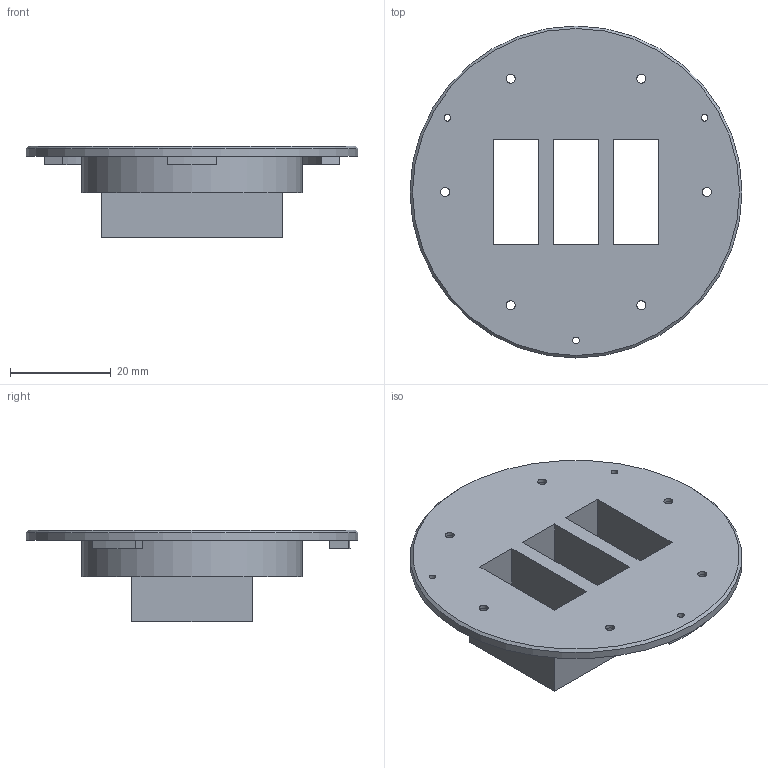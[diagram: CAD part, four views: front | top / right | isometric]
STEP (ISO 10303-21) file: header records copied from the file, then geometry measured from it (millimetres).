
FILE_DESCRIPTION(('HOOPS Exchange Step'),'2;1');
FILE_NAME('temp_export','2023-06-13T19:31:58-04:00',('gmoua'),('Shapr3D Limited'),'HOOPS Exchange 2022.2','Shapr3D','Authorized');
FILE_SCHEMA( ('AUTOMOTIVE_DESIGN { 1 0 10303 214 1 1 1 1 }') );
Length unit declared in the file: millimetre
Products named in the file (1): RF Mount Baffle Full
Bounding box: 66 x 66 x 18.25 mm (x, y, z)
Volume: 15247.4 mm3; surface area: 11686.4 mm2
Topology: 1 solids, 1 shells, 59 faces, 157 edges, 111 vertices
Faces by surface type: plane 35, cylinder 23, cone 1
Full cylindrical faces by diameter (mm): 1.3 x3, 1.8 x6, 3.75 x6, 43.8 x1, 66 x1
Entity records: 1962 total; most frequent: DIRECTION 344, CARTESIAN_POINT 328, ORIENTED_EDGE 314, EDGE_CURVE 157, AXIS2_PLACEMENT_3D 127, VERTEX_POINT 111, EDGE_LOOP 94, FACE_BOUND 94
